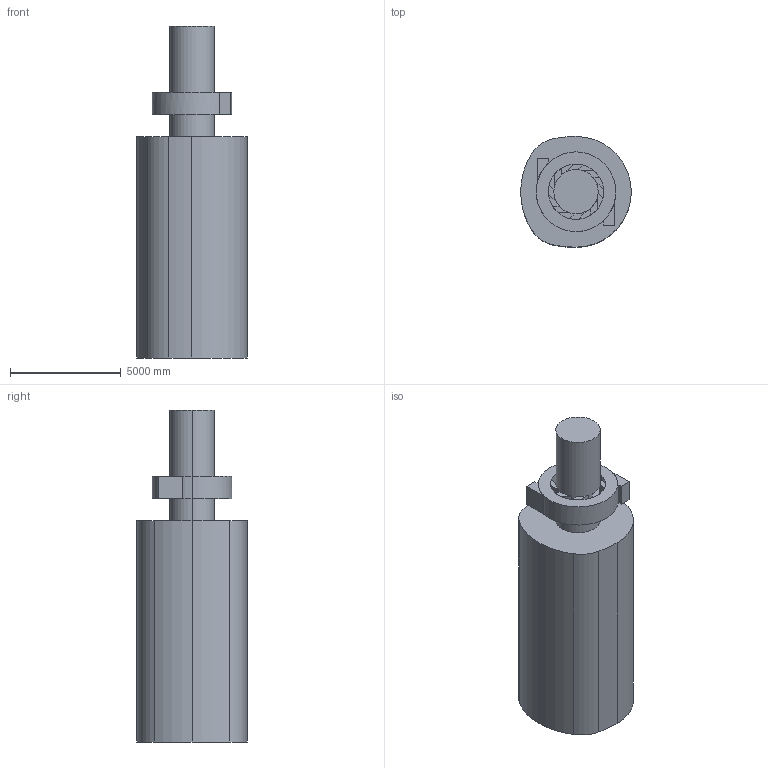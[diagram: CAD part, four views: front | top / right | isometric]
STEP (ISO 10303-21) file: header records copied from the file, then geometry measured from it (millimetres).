
FILE_DESCRIPTION(('STEP AP214'),'1');
FILE_NAME('fin0831.stp','2021-08-31T11:58:18',(' '),(' '),'Spatial InterOp 3D',' ',' ');
FILE_SCHEMA(('AUTOMOTIVE_DESIGN { 1 0 10303 214 1 1 1 1 }'));
Length unit declared in the file: metre
Products named in the file (3): fin0831; tunnel-5-4_1; xi_whole
Assembly tree (2 placements, depth 2):
  fin0831
    tunnel-5-4_1
    xi_whole
Bounding box: 5000 x 5000 x 15000 mm (x, y, z)
Volume: 208556110526.4 mm3; surface area: 368582320.9 mm2
Topology: 14 solids, 14 shells, 102 faces, 222 edges, 150 vertices
Faces by surface type: plane 52, cylinder 40, revolution 6, cone 4
Entity records: 3889 total; most frequent: CARTESIAN_POINT 577, DIRECTION 516, ORIENTED_EDGE 444, EDGE_CURVE 222, AXIS2_PLACEMENT_3D 197, VERTEX_POINT 150, STYLED_ITEM 116, PRESENTATION_STYLE_ASSIGNMENT 116
